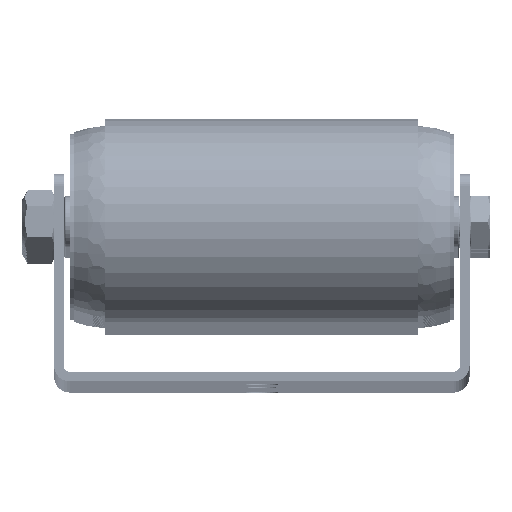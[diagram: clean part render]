
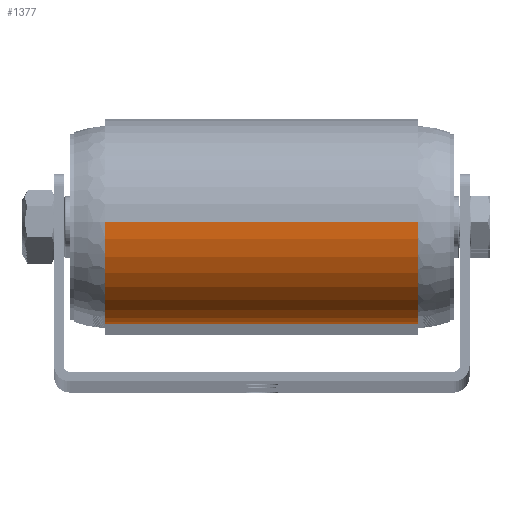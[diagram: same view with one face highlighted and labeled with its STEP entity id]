
A CAD part, top view. The second image highlights one B-rep face of the part: STEP entity #1377.
In plain terms, the highlighted cylindrical face has radius 32 mm (diameter 64 mm), a partial arc.
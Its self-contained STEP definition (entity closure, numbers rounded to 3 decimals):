
#292 = CARTESIAN_POINT ( 'NONE',  ( -98.642, 14.258, -32. ) ) ;
#422 = CIRCLE ( 'NONE', #19232, 32. ) ;
#501 = VERTEX_POINT ( 'NONE', #292 ) ;
#542 = EDGE_CURVE ( 'NONE', #5553, #8991, #10030, .T. ) ;
#1377 = ADVANCED_FACE ( 'NONE', ( #5233 ), #17344, .T. ) ;
#1772 = EDGE_CURVE ( 'NONE', #501, #8421, #422, .T. ) ;
#1887 = CARTESIAN_POINT ( 'NONE',  ( -98.642, 14.258, 0. ) ) ;
#3164 = DIRECTION ( 'NONE',  ( 1., 0., 0. ) ) ;
#3589 = VECTOR ( 'NONE', #19592, 1000. ) ;
#4057 = LINE ( 'NONE', #12028, #3589 ) ;
#4154 = ORIENTED_EDGE ( 'NONE', *, *, #1772, .F. ) ;
#4857 = DIRECTION ( 'NONE',  ( -1., 0., 0. ) ) ;
#5203 = CARTESIAN_POINT ( 'NONE',  ( -0.642, 14.258, 32. ) ) ;
#5233 = FACE_OUTER_BOUND ( 'NONE', #19151, .T. ) ;
#5553 = VERTEX_POINT ( 'NONE', #9451 ) ;
#5663 = CARTESIAN_POINT ( 'NONE',  ( -98.642, 14.258, 32. ) ) ;
#6262 = CARTESIAN_POINT ( 'NONE',  ( -98.642, 14.258, 0. ) ) ;
#6379 = DIRECTION ( 'NONE',  ( 0., 0., 1. ) ) ;
#6457 = DIRECTION ( 'NONE',  ( 0., 0., 1. ) ) ;
#6973 = AXIS2_PLACEMENT_3D ( 'NONE', #13906, #4857, #6379 ) ;
#7058 = DIRECTION ( 'NONE',  ( 1., 0., 0. ) ) ;
#7799 = ORIENTED_EDGE ( 'NONE', *, *, #18203, .F. ) ;
#8421 = VERTEX_POINT ( 'NONE', #16785 ) ;
#8991 = VERTEX_POINT ( 'NONE', #5203 ) ;
#9303 = EDGE_CURVE ( 'NONE', #501, #5553, #4057, .T. ) ;
#9451 = CARTESIAN_POINT ( 'NONE',  ( -0.642, 14.258, -32. ) ) ;
#10030 = CIRCLE ( 'NONE', #6973, 32. ) ;
#11032 = DIRECTION ( 'NONE',  ( -1., 0., 0. ) ) ;
#11047 = DIRECTION ( 'NONE',  ( 0., 0., -1. ) ) ;
#11287 = LINE ( 'NONE', #5663, #14876 ) ;
#12028 = CARTESIAN_POINT ( 'NONE',  ( -98.642, 14.258, -32. ) ) ;
#13906 = CARTESIAN_POINT ( 'NONE',  ( -0.642, 14.258, 0. ) ) ;
#14523 = AXIS2_PLACEMENT_3D ( 'NONE', #1887, #3164, #11047 ) ;
#14876 = VECTOR ( 'NONE', #7058, 1000. ) ;
#15970 = ORIENTED_EDGE ( 'NONE', *, *, #9303, .T. ) ;
#16785 = CARTESIAN_POINT ( 'NONE',  ( -98.642, 14.258, 32. ) ) ;
#17344 = CYLINDRICAL_SURFACE ( 'NONE', #14523, 32. ) ;
#17812 = ORIENTED_EDGE ( 'NONE', *, *, #542, .T. ) ;
#18203 = EDGE_CURVE ( 'NONE', #8421, #8991, #11287, .T. ) ;
#19151 = EDGE_LOOP ( 'NONE', ( #7799, #4154, #15970, #17812 ) ) ;
#19232 = AXIS2_PLACEMENT_3D ( 'NONE', #6262, #11032, #6457 ) ;
#19592 = DIRECTION ( 'NONE',  ( 1., 0., 0. ) ) ;
